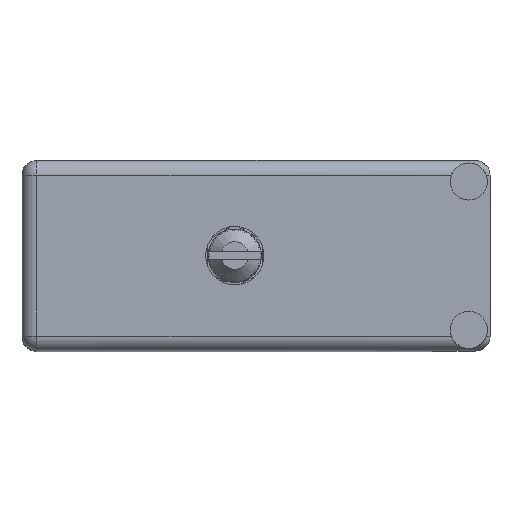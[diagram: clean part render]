
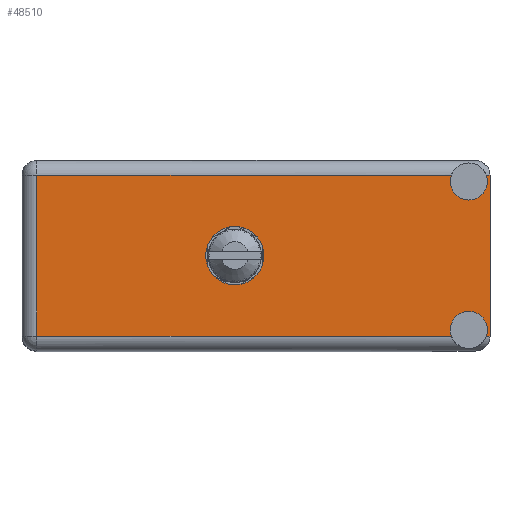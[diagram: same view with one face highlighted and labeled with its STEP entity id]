
A CAD part, top view. The second image highlights one B-rep face of the part: STEP entity #48510.
In plain terms, the highlighted face is planar.
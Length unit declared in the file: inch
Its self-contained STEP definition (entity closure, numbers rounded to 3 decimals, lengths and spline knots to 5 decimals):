
#497 = EDGE_CURVE ( 'NONE', #39875, #30151, #5120, .T. ) ;
#1153 = FACE_OUTER_BOUND ( 'NONE', #63076, .T. ) ;
#3536 = AXIS2_PLACEMENT_3D ( 'NONE', #29219, #38373, #62090 ) ;
#4479 = DIRECTION ( 'NONE',  ( -1., 0., 0. ) ) ;
#4518 = CARTESIAN_POINT ( 'NONE',  ( 2.208, 1.566, -0.07 ) ) ;
#4890 = CARTESIAN_POINT ( 'NONE',  ( 2.02562, 1.566, -0.829 ) ) ;
#5120 = LINE ( 'NONE', #47220, #71006 ) ;
#5543 = CARTESIAN_POINT ( 'NONE',  ( 0., 1.566, -0.829 ) ) ;
#6251 = CARTESIAN_POINT ( 'NONE',  ( 1.004, 1.566, -0.4495 ) ) ;
#6345 = DIRECTION ( 'NONE',  ( 0., 0., 1. ) ) ;
#6587 = VERTEX_POINT ( 'NONE', #70121 ) ;
#6997 = VECTOR ( 'NONE', #38491, 39.37008 ) ;
#10441 = ORIENTED_EDGE ( 'NONE', *, *, #37383, .F. ) ;
#11042 = DIRECTION ( 'NONE',  ( 0., 0., 1. ) ) ;
#12072 = CARTESIAN_POINT ( 'NONE',  ( 2.108, 1.566, -0.7995 ) ) ;
#12578 = CARTESIAN_POINT ( 'NONE',  ( 2.19038, 1.566, -0.07 ) ) ;
#14181 = CARTESIAN_POINT ( 'NONE',  ( 2.19038, 1.566, -0.829 ) ) ;
#15983 = EDGE_CURVE ( 'NONE', #66923, #55038, #19447, .T. ) ;
#16195 = CARTESIAN_POINT ( 'NONE',  ( 0.07, 1.566, -0.899 ) ) ;
#18082 = VERTEX_POINT ( 'NONE', #42030 ) ;
#19447 = CIRCLE ( 'NONE', #62539, 0.1375 ) ;
#21363 = EDGE_CURVE ( 'NONE', #83502, #71964, #54974, .T. ) ;
#21437 = ORIENTED_EDGE ( 'NONE', *, *, #37908, .F. ) ;
#21803 = CARTESIAN_POINT ( 'NONE',  ( 2.208, 1.566, -0.829 ) ) ;
#26262 = EDGE_CURVE ( 'NONE', #93950, #6587, #104094, .T. ) ;
#28420 = ORIENTED_EDGE ( 'NONE', *, *, #85536, .T. ) ;
#29219 = CARTESIAN_POINT ( 'NONE',  ( 1.004, 1.566, -0.4495 ) ) ;
#30040 = AXIS2_PLACEMENT_3D ( 'NONE', #12072, #100648, #11042 ) ;
#30057 = DIRECTION ( 'NONE',  ( 0., 1., 0. ) ) ;
#30151 = VERTEX_POINT ( 'NONE', #4518 ) ;
#31533 = ORIENTED_EDGE ( 'NONE', *, *, #21363, .F. ) ;
#31541 = DIRECTION ( 'NONE',  ( 0., 1., 0. ) ) ;
#32067 = DIRECTION ( 'NONE',  ( 0., 0., 1. ) ) ;
#32318 = LINE ( 'NONE', #91061, #94826 ) ;
#32554 = CARTESIAN_POINT ( 'NONE',  ( 1.004, 1.566, -0.587 ) ) ;
#34155 = CARTESIAN_POINT ( 'NONE',  ( 0., 1.566, -0.899 ) ) ;
#36465 = DIRECTION ( 'NONE',  ( 0., 1., 0. ) ) ;
#37383 = EDGE_CURVE ( 'NONE', #6587, #43442, #98354, .T. ) ;
#37908 = EDGE_CURVE ( 'NONE', #87772, #30151, #104289, .T. ) ;
#38373 = DIRECTION ( 'NONE',  ( 0., 1., 0. ) ) ;
#38491 = DIRECTION ( 'NONE',  ( 0., 0., 1. ) ) ;
#39093 = ORIENTED_EDGE ( 'NONE', *, *, #102336, .T. ) ;
#39875 = VERTEX_POINT ( 'NONE', #12578 ) ;
#41616 = CARTESIAN_POINT ( 'NONE',  ( 1.004, 1.566, -0.312 ) ) ;
#42030 = CARTESIAN_POINT ( 'NONE',  ( 0.07, 1.566, -0.07 ) ) ;
#42596 = EDGE_LOOP ( 'NONE', ( #69034, #92891 ) ) ;
#43442 = VERTEX_POINT ( 'NONE', #14181 ) ;
#44627 = EDGE_CURVE ( 'NONE', #73613, #18082, #64752, .T. ) ;
#45862 = VECTOR ( 'NONE', #89569, 39.37008 ) ;
#47220 = CARTESIAN_POINT ( 'NONE',  ( 2.208, 1.566, -0.07 ) ) ;
#47360 = CARTESIAN_POINT ( 'NONE',  ( 2.108, 1.566, -0.7995 ) ) ;
#48510 = ADVANCED_FACE ( 'NONE', ( #50306, #1153 ), #100510, .T. ) ;
#50083 = CIRCLE ( 'NONE', #3536, 0.1375 ) ;
#50306 = FACE_BOUND ( 'NONE', #42596, .T. ) ;
#54050 = EDGE_CURVE ( 'NONE', #93950, #73613, #78947, .T. ) ;
#54974 = CIRCLE ( 'NONE', #68791, 0.0875 ) ;
#55038 = VERTEX_POINT ( 'NONE', #41616 ) ;
#56915 = AXIS2_PLACEMENT_3D ( 'NONE', #89735, #31541, #32067 ) ;
#57767 = CARTESIAN_POINT ( 'NONE',  ( 0.07, 1.566, -0.829 ) ) ;
#58690 = AXIS2_PLACEMENT_3D ( 'NONE', #47360, #80290, #6345 ) ;
#60592 = VECTOR ( 'NONE', #104030, 39.37008 ) ;
#61268 = DIRECTION ( 'NONE',  ( 0., 0., 1. ) ) ;
#62090 = DIRECTION ( 'NONE',  ( 0., 0., 1. ) ) ;
#62539 = AXIS2_PLACEMENT_3D ( 'NONE', #6251, #30057, #95840 ) ;
#63076 = EDGE_LOOP ( 'NONE', ( #39093, #31533, #100107, #77139, #21437, #28420, #10441, #88348, #85123, #80675 ) ) ;
#63547 = CARTESIAN_POINT ( 'NONE',  ( 2.108, 1.566, -0.187 ) ) ;
#64752 = LINE ( 'NONE', #16195, #45862 ) ;
#65946 = VECTOR ( 'NONE', #4479, 39.37008 ) ;
#66247 = EDGE_CURVE ( 'NONE', #55038, #66923, #50083, .T. ) ;
#66923 = VERTEX_POINT ( 'NONE', #32554 ) ;
#67027 = DIRECTION ( 'NONE',  ( 0., 0., 1. ) ) ;
#68791 = AXIS2_PLACEMENT_3D ( 'NONE', #103857, #36465, #61268 ) ;
#69034 = ORIENTED_EDGE ( 'NONE', *, *, #66247, .F. ) ;
#70121 = CARTESIAN_POINT ( 'NONE',  ( 2.108, 1.566, -0.712 ) ) ;
#71006 = VECTOR ( 'NONE', #95261, 39.37008 ) ;
#71964 = VERTEX_POINT ( 'NONE', #76659 ) ;
#72167 = CARTESIAN_POINT ( 'NONE',  ( 2.208, 1.566, -0.07 ) ) ;
#73613 = VERTEX_POINT ( 'NONE', #57767 ) ;
#73798 = DIRECTION ( 'NONE',  ( -1., 0., 0. ) ) ;
#75655 = DIRECTION ( 'NONE',  ( 0., 1., 0. ) ) ;
#76659 = CARTESIAN_POINT ( 'NONE',  ( 2.02562, 1.566, -0.07 ) ) ;
#77139 = ORIENTED_EDGE ( 'NONE', *, *, #497, .T. ) ;
#78947 = LINE ( 'NONE', #5543, #65946 ) ;
#80290 = DIRECTION ( 'NONE',  ( 0., 1., 0. ) ) ;
#80675 = ORIENTED_EDGE ( 'NONE', *, *, #44627, .T. ) ;
#83502 = VERTEX_POINT ( 'NONE', #63547 ) ;
#85123 = ORIENTED_EDGE ( 'NONE', *, *, #54050, .T. ) ;
#85536 = EDGE_CURVE ( 'NONE', #87772, #43442, #32318, .T. ) ;
#86092 = EDGE_CURVE ( 'NONE', #39875, #83502, #103433, .T. ) ;
#87772 = VERTEX_POINT ( 'NONE', #21803 ) ;
#88348 = ORIENTED_EDGE ( 'NONE', *, *, #26262, .F. ) ;
#89569 = DIRECTION ( 'NONE',  ( 0., 0., 1. ) ) ;
#89735 = CARTESIAN_POINT ( 'NONE',  ( 2.108, 1.566, -0.0995 ) ) ;
#91061 = CARTESIAN_POINT ( 'NONE',  ( 0., 1.566, -0.829 ) ) ;
#92891 = ORIENTED_EDGE ( 'NONE', *, *, #15983, .F. ) ;
#93950 = VERTEX_POINT ( 'NONE', #4890 ) ;
#94826 = VECTOR ( 'NONE', #73798, 39.37008 ) ;
#95261 = DIRECTION ( 'NONE',  ( 1., 0., 0. ) ) ;
#95420 = LINE ( 'NONE', #72167, #60592 ) ;
#95674 = CARTESIAN_POINT ( 'NONE',  ( 2.208, 1.566, 0. ) ) ;
#95840 = DIRECTION ( 'NONE',  ( 0., 0., 1. ) ) ;
#98354 = CIRCLE ( 'NONE', #58690, 0.0875 ) ;
#100107 = ORIENTED_EDGE ( 'NONE', *, *, #86092, .F. ) ;
#100510 = PLANE ( 'NONE',  #102140 ) ;
#100648 = DIRECTION ( 'NONE',  ( 0., 1., 0. ) ) ;
#102140 = AXIS2_PLACEMENT_3D ( 'NONE', #34155, #75655, #67027 ) ;
#102336 = EDGE_CURVE ( 'NONE', #18082, #71964, #95420, .T. ) ;
#103433 = CIRCLE ( 'NONE', #56915, 0.0875 ) ;
#103857 = CARTESIAN_POINT ( 'NONE',  ( 2.108, 1.566, -0.0995 ) ) ;
#104030 = DIRECTION ( 'NONE',  ( 1., 0., 0. ) ) ;
#104094 = CIRCLE ( 'NONE', #30040, 0.0875 ) ;
#104289 = LINE ( 'NONE', #95674, #6997 ) ;
